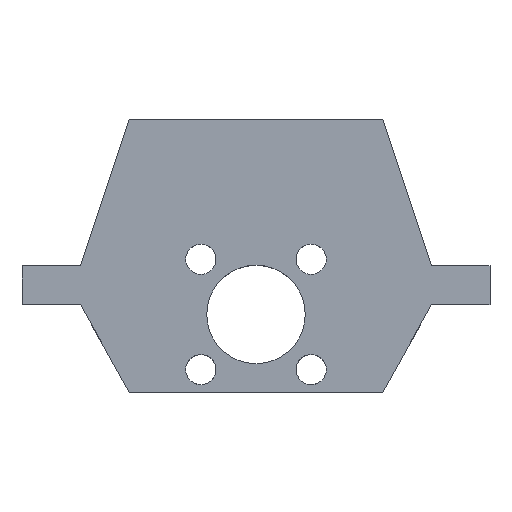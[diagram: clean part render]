
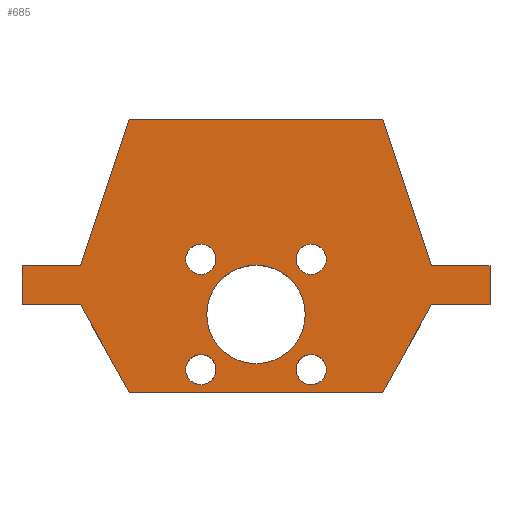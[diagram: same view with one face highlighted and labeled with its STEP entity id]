
A CAD part, top view. The second image highlights one B-rep face of the part: STEP entity #685.
In plain terms, the highlighted planar face has unit normal (0, 0, 1).
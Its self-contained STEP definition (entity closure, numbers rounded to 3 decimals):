
#35=PLANE('',#751);
#49=FACE_BOUND('',#122,.T.);
#50=FACE_BOUND('',#123,.T.);
#51=FACE_BOUND('',#124,.T.);
#52=FACE_BOUND('',#125,.T.);
#53=FACE_BOUND('',#126,.T.);
#81=FACE_OUTER_BOUND('',#121,.T.);
#121=EDGE_LOOP('',(#620,#621,#622,#623,#624,#625,#626,#627,#628,#629,#630,
#631));
#122=EDGE_LOOP('',(#632));
#123=EDGE_LOOP('',(#633));
#124=EDGE_LOOP('',(#634));
#125=EDGE_LOOP('',(#635));
#126=EDGE_LOOP('',(#636));
#168=LINE('',#1053,#242);
#171=LINE('',#1060,#245);
#176=LINE('',#1071,#250);
#179=LINE('',#1077,#253);
#181=LINE('',#1080,#255);
#184=LINE('',#1087,#258);
#188=LINE('',#1095,#262);
#190=LINE('',#1098,#264);
#192=LINE('',#1101,#266);
#196=LINE('',#1108,#270);
#201=LINE('',#1119,#275);
#202=LINE('',#1120,#276);
#242=VECTOR('',#868,10.);
#245=VECTOR('',#873,10.);
#250=VECTOR('',#880,10.);
#253=VECTOR('',#885,10.);
#255=VECTOR('',#889,10.);
#258=VECTOR('',#894,10.);
#262=VECTOR('',#900,10.);
#264=VECTOR('',#904,10.);
#266=VECTOR('',#908,10.);
#270=VECTOR('',#914,10.);
#275=VECTOR('',#925,10.);
#276=VECTOR('',#926,10.);
#281=CIRCLE('',#707,5.05);
#283=CIRCLE('',#710,1.55);
#287=CIRCLE('',#715,1.55);
#291=CIRCLE('',#720,1.55);
#295=CIRCLE('',#725,1.55);
#303=VERTEX_POINT('',#943);
#305=VERTEX_POINT('',#949);
#311=VERTEX_POINT('',#963);
#317=VERTEX_POINT('',#977);
#323=VERTEX_POINT('',#991);
#342=VERTEX_POINT('',#1050);
#343=VERTEX_POINT('',#1052);
#344=VERTEX_POINT('',#1056);
#346=VERTEX_POINT('',#1059);
#350=VERTEX_POINT('',#1068);
#351=VERTEX_POINT('',#1070);
#353=VERTEX_POINT('',#1076);
#354=VERTEX_POINT('',#1083);
#356=VERTEX_POINT('',#1086);
#358=VERTEX_POINT('',#1092);
#361=VERTEX_POINT('',#1106);
#364=VERTEX_POINT('',#1118);
#368=EDGE_CURVE('',#303,#303,#281,.T.);
#371=EDGE_CURVE('',#305,#305,#283,.T.);
#378=EDGE_CURVE('',#311,#311,#287,.T.);
#385=EDGE_CURVE('',#317,#317,#291,.T.);
#392=EDGE_CURVE('',#323,#323,#295,.T.);
#424=EDGE_CURVE('',#343,#342,#168,.T.);
#427=EDGE_CURVE('',#346,#344,#171,.T.);
#432=EDGE_CURVE('',#351,#350,#176,.T.);
#435=EDGE_CURVE('',#353,#343,#179,.T.);
#437=EDGE_CURVE('',#344,#351,#181,.T.);
#440=EDGE_CURVE('',#356,#354,#184,.T.);
#444=EDGE_CURVE('',#342,#358,#188,.T.);
#446=EDGE_CURVE('',#354,#346,#190,.T.);
#448=EDGE_CURVE('',#358,#356,#192,.T.);
#452=EDGE_CURVE('',#350,#361,#196,.T.);
#457=EDGE_CURVE('',#364,#361,#201,.T.);
#458=EDGE_CURVE('',#353,#364,#202,.T.);
#620=ORIENTED_EDGE('',*,*,#432,.T.);
#621=ORIENTED_EDGE('',*,*,#452,.T.);
#622=ORIENTED_EDGE('',*,*,#457,.F.);
#623=ORIENTED_EDGE('',*,*,#458,.F.);
#624=ORIENTED_EDGE('',*,*,#435,.T.);
#625=ORIENTED_EDGE('',*,*,#424,.T.);
#626=ORIENTED_EDGE('',*,*,#444,.T.);
#627=ORIENTED_EDGE('',*,*,#448,.T.);
#628=ORIENTED_EDGE('',*,*,#440,.T.);
#629=ORIENTED_EDGE('',*,*,#446,.T.);
#630=ORIENTED_EDGE('',*,*,#427,.T.);
#631=ORIENTED_EDGE('',*,*,#437,.T.);
#632=ORIENTED_EDGE('',*,*,#368,.T.);
#633=ORIENTED_EDGE('',*,*,#371,.T.);
#634=ORIENTED_EDGE('',*,*,#378,.T.);
#635=ORIENTED_EDGE('',*,*,#385,.T.);
#636=ORIENTED_EDGE('',*,*,#392,.T.);
#685=ADVANCED_FACE('',(#81,#49,#50,#51,#52,#53),#35,.T.);
#707=AXIS2_PLACEMENT_3D('',#944,#766,#767);
#710=AXIS2_PLACEMENT_3D('',#950,#773,#774);
#715=AXIS2_PLACEMENT_3D('',#964,#786,#787);
#720=AXIS2_PLACEMENT_3D('',#978,#799,#800);
#725=AXIS2_PLACEMENT_3D('',#992,#812,#813);
#751=AXIS2_PLACEMENT_3D('',#1117,#923,#924);
#766=DIRECTION('center_axis',(0.,0.,-1.));
#767=DIRECTION('ref_axis',(-1.,0.,0.));
#773=DIRECTION('center_axis',(0.,0.,-1.));
#774=DIRECTION('ref_axis',(-1.,0.,0.));
#786=DIRECTION('center_axis',(0.,0.,-1.));
#787=DIRECTION('ref_axis',(-1.,0.,0.));
#799=DIRECTION('center_axis',(0.,0.,-1.));
#800=DIRECTION('ref_axis',(-1.,0.,0.));
#812=DIRECTION('center_axis',(0.,0.,-1.));
#813=DIRECTION('ref_axis',(-1.,0.,0.));
#868=DIRECTION('',(0.,1.,0.));
#873=DIRECTION('',(-1.,0.,0.));
#880=DIRECTION('',(1.,0.,0.));
#885=DIRECTION('',(1.,0.,0.));
#889=DIRECTION('',(0.,-1.,0.));
#894=DIRECTION('',(-1.,0.,0.));
#900=DIRECTION('',(-1.,0.,0.));
#904=DIRECTION('',(-0.316,-0.949,0.));
#908=DIRECTION('',(-0.316,0.949,0.));
#914=DIRECTION('',(0.486,-0.874,0.));
#923=DIRECTION('center_axis',(0.,0.,1.));
#924=DIRECTION('ref_axis',(1.,0.,0.));
#925=DIRECTION('',(-1.,0.,0.));
#926=DIRECTION('',(-0.486,-0.874,0.));
#943=CARTESIAN_POINT('',(-154.473,-106.625,-52.417));
#944=CARTESIAN_POINT('Origin',(-159.523,-106.625,-52.417));
#949=CARTESIAN_POINT('',(-152.316,-100.968,-52.417));
#950=CARTESIAN_POINT('Origin',(-153.866,-100.968,-52.417));
#963=CARTESIAN_POINT('',(-163.63,-100.968,-52.417));
#964=CARTESIAN_POINT('Origin',(-165.18,-100.968,-52.417));
#977=CARTESIAN_POINT('',(-152.316,-112.282,-52.417));
#978=CARTESIAN_POINT('Origin',(-153.866,-112.282,-52.417));
#991=CARTESIAN_POINT('',(-163.63,-112.282,-52.417));
#992=CARTESIAN_POINT('Origin',(-165.18,-112.282,-52.417));
#1050=CARTESIAN_POINT('',(-135.523,-101.625,-52.417));
#1052=CARTESIAN_POINT('',(-135.523,-105.625,-52.417));
#1053=CARTESIAN_POINT('',(-135.523,-103.485,-52.417));
#1056=CARTESIAN_POINT('',(-183.523,-101.625,-52.417));
#1059=CARTESIAN_POINT('',(-177.523,-101.625,-52.417));
#1060=CARTESIAN_POINT('',(-169.898,-101.625,-52.417));
#1068=CARTESIAN_POINT('',(-177.523,-105.625,-52.417));
#1070=CARTESIAN_POINT('',(-183.523,-105.625,-52.417));
#1071=CARTESIAN_POINT('',(-170.097,-105.625,-52.417));
#1076=CARTESIAN_POINT('',(-141.523,-105.625,-52.417));
#1077=CARTESIAN_POINT('',(-149.097,-105.625,-52.417));
#1080=CARTESIAN_POINT('',(-183.523,-103.628,-52.417));
#1083=CARTESIAN_POINT('',(-172.523,-86.625,-52.417));
#1086=CARTESIAN_POINT('',(-146.523,-86.625,-52.417));
#1087=CARTESIAN_POINT('',(-159.572,-86.625,-52.417));
#1092=CARTESIAN_POINT('',(-141.523,-101.625,-52.417));
#1095=CARTESIAN_POINT('',(-149.265,-101.625,-52.417));
#1098=CARTESIAN_POINT('',(-175.907,-96.777,-52.417));
#1101=CARTESIAN_POINT('',(-143.154,-96.733,-52.417));
#1106=CARTESIAN_POINT('',(-172.523,-114.625,-52.417));
#1108=CARTESIAN_POINT('',(-174.185,-111.633,-52.417));
#1117=CARTESIAN_POINT('Origin',(-159.672,-103.63,-52.417));
#1118=CARTESIAN_POINT('',(-146.523,-114.625,-52.417));
#1119=CARTESIAN_POINT('',(-159.691,-114.625,-52.417));
#1120=CARTESIAN_POINT('',(-144.821,-111.562,-52.417));
